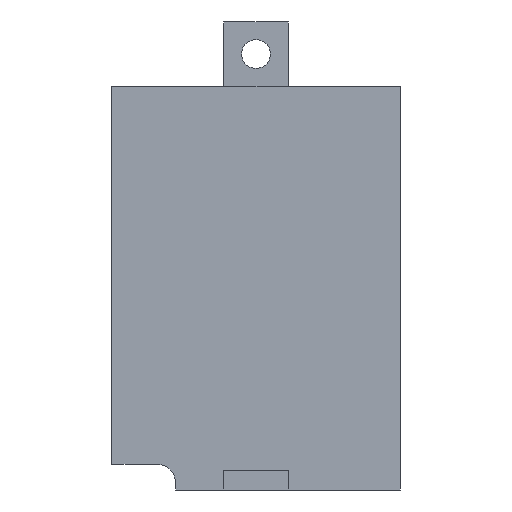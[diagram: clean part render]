
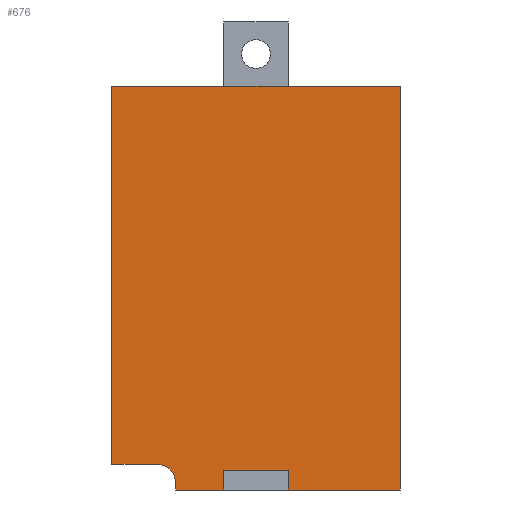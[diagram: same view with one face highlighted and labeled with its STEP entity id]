
A CAD part, left-side view. The second image highlights one B-rep face of the part: STEP entity #676.
In plain terms, the highlighted planar face has unit normal (-1, 0, 0).
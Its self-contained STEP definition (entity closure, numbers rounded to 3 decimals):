
#32=PLANE('',#736);
#66=FACE_OUTER_BOUND('',#102,.T.);
#102=EDGE_LOOP('',(#547,#548,#549,#550,#551,#552,#553,#554,#555,#556,#557));
#128=LINE('',#959,#212);
#154=LINE('',#1025,#238);
#159=LINE('',#1040,#243);
#167=LINE('',#1055,#251);
#168=LINE('',#1057,#252);
#169=LINE('',#1060,#253);
#170=LINE('',#1061,#254);
#171=LINE('',#1063,#255);
#172=LINE('',#1064,#256);
#173=LINE('',#1065,#257);
#212=VECTOR('',#778,10.);
#238=VECTOR('',#836,10.);
#243=VECTOR('',#849,10.);
#251=VECTOR('',#861,10.);
#252=VECTOR('',#864,10.);
#253=VECTOR('',#867,10.);
#254=VECTOR('',#868,10.);
#255=VECTOR('',#869,10.);
#256=VECTOR('',#870,10.);
#257=VECTOR('',#871,10.);
#290=CIRCLE('',#711,3.);
#307=VERTEX_POINT('',#949);
#308=VERTEX_POINT('',#951);
#310=VERTEX_POINT('',#957);
#333=VERTEX_POINT('',#1022);
#334=VERTEX_POINT('',#1024);
#338=VERTEX_POINT('',#1036);
#340=VERTEX_POINT('',#1039);
#344=VERTEX_POINT('',#1051);
#345=VERTEX_POINT('',#1053);
#346=VERTEX_POINT('',#1059);
#347=VERTEX_POINT('',#1062);
#372=EDGE_CURVE('',#307,#308,#290,.T.);
#376=EDGE_CURVE('',#307,#310,#128,.T.);
#408=EDGE_CURVE('',#333,#334,#154,.T.);
#415=EDGE_CURVE('',#340,#338,#159,.T.);
#423=EDGE_CURVE('',#344,#345,#167,.T.);
#424=EDGE_CURVE('',#345,#340,#168,.T.);
#425=EDGE_CURVE('',#338,#346,#169,.T.);
#426=EDGE_CURVE('',#346,#334,#170,.T.);
#427=EDGE_CURVE('',#347,#333,#171,.T.);
#428=EDGE_CURVE('',#347,#308,#172,.T.);
#429=EDGE_CURVE('',#310,#344,#173,.T.);
#547=ORIENTED_EDGE('',*,*,#423,.T.);
#548=ORIENTED_EDGE('',*,*,#424,.T.);
#549=ORIENTED_EDGE('',*,*,#415,.T.);
#550=ORIENTED_EDGE('',*,*,#425,.T.);
#551=ORIENTED_EDGE('',*,*,#426,.T.);
#552=ORIENTED_EDGE('',*,*,#408,.F.);
#553=ORIENTED_EDGE('',*,*,#427,.F.);
#554=ORIENTED_EDGE('',*,*,#428,.T.);
#555=ORIENTED_EDGE('',*,*,#372,.F.);
#556=ORIENTED_EDGE('',*,*,#376,.T.);
#557=ORIENTED_EDGE('',*,*,#429,.T.);
#676=ADVANCED_FACE('',(#66),#32,.T.);
#711=AXIS2_PLACEMENT_3D('',#952,#771,#772);
#736=AXIS2_PLACEMENT_3D('',#1058,#865,#866);
#771=DIRECTION('center_axis',(-1.,0.,0.));
#772=DIRECTION('ref_axis',(0.,-0.707,0.707));
#778=DIRECTION('',(0.,0.,-1.));
#836=DIRECTION('',(0.,-1.,0.));
#849=DIRECTION('',(0.,0.,-1.));
#861=DIRECTION('',(0.,0.,1.));
#864=DIRECTION('',(0.,-1.,0.));
#865=DIRECTION('center_axis',(-1.,0.,0.));
#866=DIRECTION('ref_axis',(0.,-1.,0.));
#867=DIRECTION('',(0.,-1.,0.));
#868=DIRECTION('',(0.,0.,1.));
#869=DIRECTION('',(0.,0.,1.));
#870=DIRECTION('',(0.,-1.,0.));
#871=DIRECTION('',(0.,-1.,0.));
#949=CARTESIAN_POINT('',(0.,35.,1.));
#951=CARTESIAN_POINT('',(0.,38.,4.));
#952=CARTESIAN_POINT('Origin',(0.,38.,1.));
#957=CARTESIAN_POINT('',(0.,35.,0.));
#959=CARTESIAN_POINT('',(0.,35.,0.));
#1022=CARTESIAN_POINT('',(0.,45.,63.));
#1024=CARTESIAN_POINT('',(0.,0.,63.));
#1025=CARTESIAN_POINT('',(0.,45.,63.));
#1036=CARTESIAN_POINT('',(0.,17.5,0.));
#1039=CARTESIAN_POINT('',(0.,17.5,3.));
#1040=CARTESIAN_POINT('',(0.,17.5,0.));
#1051=CARTESIAN_POINT('',(0.,27.5,0.));
#1053=CARTESIAN_POINT('',(0.,27.5,3.));
#1055=CARTESIAN_POINT('',(0.,27.5,0.));
#1057=CARTESIAN_POINT('',(0.,33.75,3.));
#1058=CARTESIAN_POINT('Origin',(0.,45.,0.));
#1059=CARTESIAN_POINT('',(0.,0.,0.));
#1060=CARTESIAN_POINT('',(0.,45.,0.));
#1061=CARTESIAN_POINT('',(0.,0.,0.));
#1062=CARTESIAN_POINT('',(0.,45.,4.));
#1063=CARTESIAN_POINT('',(0.,45.,0.));
#1064=CARTESIAN_POINT('',(0.,40.,4.));
#1065=CARTESIAN_POINT('',(0.,45.,0.));
